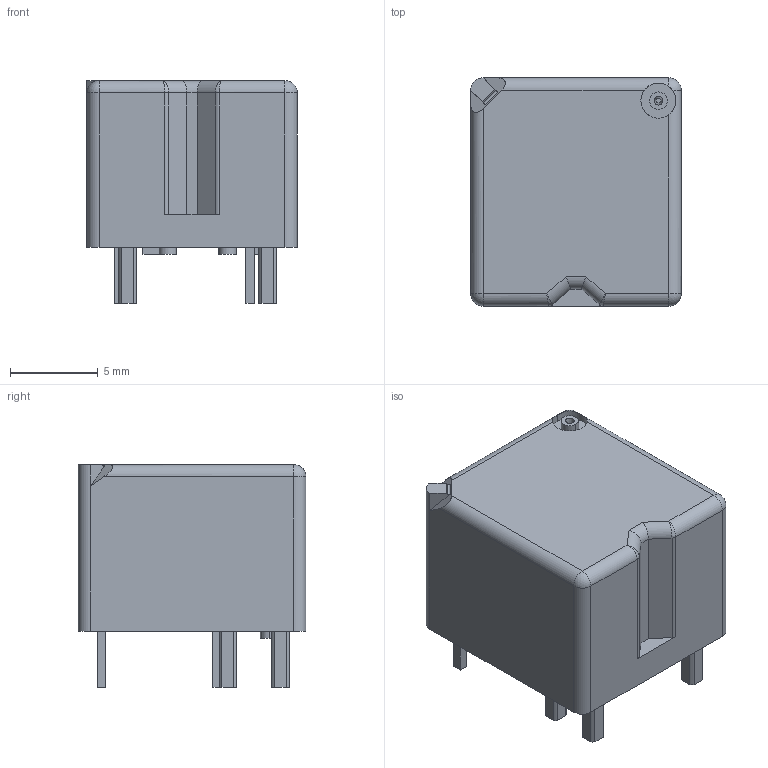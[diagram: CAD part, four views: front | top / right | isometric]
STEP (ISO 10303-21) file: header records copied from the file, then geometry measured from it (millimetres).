
FILE_DESCRIPTION((''),'2;1');
FILE_NAME('C-1-1393280-1','2008-10-03T',('workeradm'),('Tyco Electronics Corporation'),'PRO/ENGINEER BY PARAMETRIC TECHNOLOGY CORPORATION, 2005450','PRO/ENGINEER BY PARAMETRIC TECHNOLOGY CORPORATION, 2005450','');
FILE_SCHEMA(('CONFIG_CONTROL_DESIGN', 'GEOMETRIC_VALIDATION_PROPERTIES_MIM'));
Length unit declared in the file: millimetre
Products named in the file (1): C-1-1393280-1
Bounding box: 12 x 13 x 12.7 mm (x, y, z)
Volume: 1428.7 mm3; surface area: 947.6 mm2
Topology: 1 solids, 1 shells, 207 faces, 532 edges, 344 vertices
Faces by surface type: plane 157, cylinder 43, sphere 3, cone 2, bspline 2
Entity records: 6461 total; most frequent: CARTESIAN_POINT 1263, ORIENTED_EDGE 1064, DIRECTION 1007, EDGE_CURVE 532, VECTOR 439, LINE 439, VERTEX_POINT 344, AXIS2_PLACEMENT_3D 284
